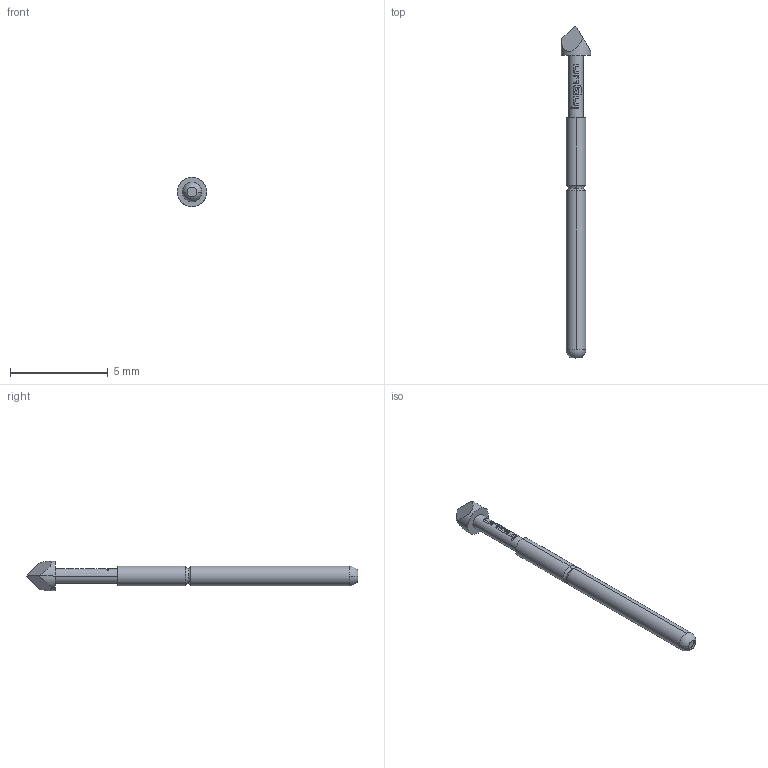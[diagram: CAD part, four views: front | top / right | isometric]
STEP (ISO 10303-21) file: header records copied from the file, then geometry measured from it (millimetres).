
FILE_DESCRIPTION (( 'STEP AP203' ), '1' );
FILE_NAME ('INGUN_GKS-001_307_150_A_xx00.STEP', '2021-09-07T08:42:04', ( 'ochi' ), ( '' ), 'SwSTEP 2.0', 'SolidWorks 2018', '' );
FILE_SCHEMA (( 'CONFIG_CONTROL_DESIGN' ));
Length unit declared in the file: millimetre
Products named in the file (1): INGUN_GKS-001_307_150_A_xx00
Bounding box: 1.5 x 17 x 1.5 mm (x, y, z)
Volume: 12.3 mm3; surface area: 54 mm2
Topology: 1 solids, 1 shells, 80 faces, 205 edges, 133 vertices
Faces by surface type: bspline 37, plane 21, cylinder 16, torus 4, sphere 2
Entity records: 3898 total; most frequent: CARTESIAN_POINT 2292, ORIENTED_EDGE 406, EDGE_CURVE 203, DIRECTION 161, B_SPLINE_CURVE_WITH_KNOTS 156, VERTEX_POINT 133, EDGE_LOOP 88, ADVANCED_FACE 80
